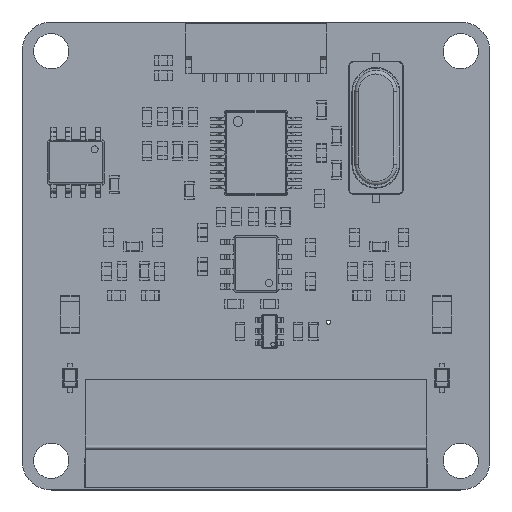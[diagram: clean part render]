
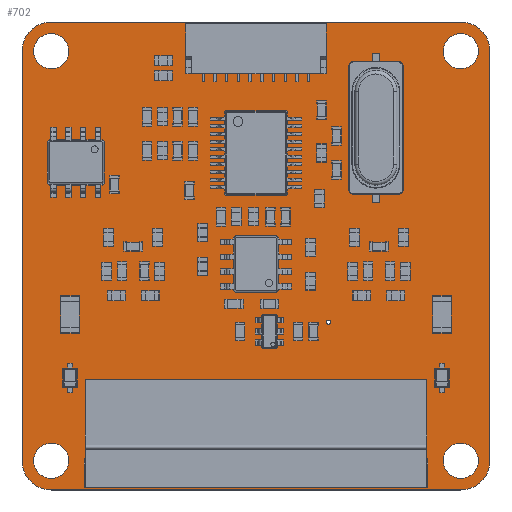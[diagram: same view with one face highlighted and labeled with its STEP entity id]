
A CAD part, top view. The second image highlights one B-rep face of the part: STEP entity #702.
In plain terms, the highlighted planar face has unit normal (0, 0, 1).
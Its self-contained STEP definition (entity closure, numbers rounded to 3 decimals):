
#22 = VERTEX_POINT('',#23);
#23 = CARTESIAN_POINT('',(20.,17.5,0.));
#41 = VERTEX_POINT('',#42);
#42 = CARTESIAN_POINT('',(17.5,20.,0.));
#48 = EDGE_CURVE('',#22,#41,#49,.T.);
#49 = CIRCLE('',#50,2.5);
#50 = AXIS2_PLACEMENT_3D('',#51,#52,#53);
#51 = CARTESIAN_POINT('',(17.5,17.5,0.));
#52 = DIRECTION('',(0.,-0.,1.));
#53 = DIRECTION('',(1.,0.,0.));
#64 = VERTEX_POINT('',#65);
#65 = CARTESIAN_POINT('',(20.,-17.5,0.));
#80 = EDGE_CURVE('',#64,#22,#81,.T.);
#81 = LINE('',#82,#83);
#82 = CARTESIAN_POINT('',(20.,-17.5,0.));
#83 = VECTOR('',#84,1.);
#84 = DIRECTION('',(0.,1.,0.));
#104 = VERTEX_POINT('',#105);
#105 = CARTESIAN_POINT('',(-17.5,20.,0.));
#111 = EDGE_CURVE('',#41,#104,#112,.T.);
#112 = LINE('',#113,#114);
#113 = CARTESIAN_POINT('',(17.5,20.,0.));
#114 = VECTOR('',#115,1.);
#115 = DIRECTION('',(-1.,0.,0.));
#126 = VERTEX_POINT('',#127);
#127 = CARTESIAN_POINT('',(17.5,-20.,0.));
#143 = EDGE_CURVE('',#126,#64,#144,.T.);
#144 = CIRCLE('',#145,2.5);
#145 = AXIS2_PLACEMENT_3D('',#146,#147,#148);
#146 = CARTESIAN_POINT('',(17.5,-17.5,0.));
#147 = DIRECTION('',(-0.,0.,1.));
#148 = DIRECTION('',(0.,-1.,0.));
#169 = VERTEX_POINT('',#170);
#170 = CARTESIAN_POINT('',(-20.,17.5,0.));
#176 = EDGE_CURVE('',#104,#169,#177,.T.);
#177 = CIRCLE('',#178,2.5);
#178 = AXIS2_PLACEMENT_3D('',#179,#180,#181);
#179 = CARTESIAN_POINT('',(-17.5,17.5,0.));
#180 = DIRECTION('',(0.,-0.,1.));
#181 = DIRECTION('',(0.,1.,0.));
#192 = VERTEX_POINT('',#193);
#193 = CARTESIAN_POINT('',(-17.5,-20.,0.));
#208 = EDGE_CURVE('',#192,#126,#209,.T.);
#209 = LINE('',#210,#211);
#210 = CARTESIAN_POINT('',(-17.5,-20.,0.));
#211 = VECTOR('',#212,1.);
#212 = DIRECTION('',(1.,0.,0.));
#232 = VERTEX_POINT('',#233);
#233 = CARTESIAN_POINT('',(-20.,-17.5,0.));
#239 = EDGE_CURVE('',#169,#232,#240,.T.);
#240 = LINE('',#241,#242);
#241 = CARTESIAN_POINT('',(-20.,17.5,0.));
#242 = VECTOR('',#243,1.);
#243 = DIRECTION('',(0.,-1.,0.));
#262 = EDGE_CURVE('',#232,#192,#263,.T.);
#263 = CIRCLE('',#264,2.5);
#264 = AXIS2_PLACEMENT_3D('',#265,#266,#267);
#265 = CARTESIAN_POINT('',(-17.5,-17.5,0.));
#266 = DIRECTION('',(0.,0.,1.));
#267 = DIRECTION('',(-1.,0.,0.));
#278 = VERTEX_POINT('',#279);
#279 = CARTESIAN_POINT('',(-16.,17.5,0.));
#295 = EDGE_CURVE('',#278,#278,#296,.T.);
#296 = CIRCLE('',#297,1.5);
#297 = AXIS2_PLACEMENT_3D('',#298,#299,#300);
#298 = CARTESIAN_POINT('',(-17.5,17.5,0.));
#299 = DIRECTION('',(0.,0.,1.));
#300 = DIRECTION('',(1.,0.,0.));
#311 = VERTEX_POINT('',#312);
#312 = CARTESIAN_POINT('',(-11.551,-12.,0.));
#328 = EDGE_CURVE('',#311,#311,#329,.T.);
#329 = CIRCLE('',#330,0.7);
#330 = AXIS2_PLACEMENT_3D('',#331,#332,#333);
#331 = CARTESIAN_POINT('',(-12.25,-12.,0.));
#332 = DIRECTION('',(0.,0.,1.));
#333 = DIRECTION('',(1.,0.,0.));
#344 = VERTEX_POINT('',#345);
#345 = CARTESIAN_POINT('',(-16.,-17.5,0.));
#361 = EDGE_CURVE('',#344,#344,#362,.T.);
#362 = CIRCLE('',#363,1.5);
#363 = AXIS2_PLACEMENT_3D('',#364,#365,#366);
#364 = CARTESIAN_POINT('',(-17.5,-17.5,0.));
#365 = DIRECTION('',(0.,0.,1.));
#366 = DIRECTION('',(1.,0.,0.));
#377 = VERTEX_POINT('',#378);
#378 = CARTESIAN_POINT('',(-8.051,-12.,0.));
#394 = EDGE_CURVE('',#377,#377,#395,.T.);
#395 = CIRCLE('',#396,0.7);
#396 = AXIS2_PLACEMENT_3D('',#397,#398,#399);
#397 = CARTESIAN_POINT('',(-8.75,-12.,0.));
#398 = DIRECTION('',(0.,0.,1.));
#399 = DIRECTION('',(1.,0.,0.));
#410 = VERTEX_POINT('',#411);
#411 = CARTESIAN_POINT('',(19.,-17.5,0.));
#427 = EDGE_CURVE('',#410,#410,#428,.T.);
#428 = CIRCLE('',#429,1.5);
#429 = AXIS2_PLACEMENT_3D('',#430,#431,#432);
#430 = CARTESIAN_POINT('',(17.5,-17.5,0.));
#431 = DIRECTION('',(0.,0.,1.));
#432 = DIRECTION('',(1.,0.,0.));
#443 = VERTEX_POINT('',#444);
#444 = CARTESIAN_POINT('',(12.95,-12.,0.));
#460 = EDGE_CURVE('',#443,#443,#461,.T.);
#461 = CIRCLE('',#462,0.7);
#462 = AXIS2_PLACEMENT_3D('',#463,#464,#465);
#463 = CARTESIAN_POINT('',(12.25,-12.,0.));
#464 = DIRECTION('',(0.,0.,1.));
#465 = DIRECTION('',(1.,0.,0.));
#476 = VERTEX_POINT('',#477);
#477 = CARTESIAN_POINT('',(-1.05,-12.,0.));
#493 = EDGE_CURVE('',#476,#476,#494,.T.);
#494 = CIRCLE('',#495,0.7);
#495 = AXIS2_PLACEMENT_3D('',#496,#497,#498);
#496 = CARTESIAN_POINT('',(-1.75,-12.,0.));
#497 = DIRECTION('',(0.,0.,1.));
#498 = DIRECTION('',(1.,0.,0.));
#509 = VERTEX_POINT('',#510);
#510 = CARTESIAN_POINT('',(2.45,-12.,0.));
#526 = EDGE_CURVE('',#509,#509,#527,.T.);
#527 = CIRCLE('',#528,0.7);
#528 = AXIS2_PLACEMENT_3D('',#529,#530,#531);
#529 = CARTESIAN_POINT('',(1.75,-12.,0.));
#530 = DIRECTION('',(0.,0.,1.));
#531 = DIRECTION('',(1.,0.,0.));
#542 = VERTEX_POINT('',#543);
#543 = CARTESIAN_POINT('',(5.95,-12.,0.));
#559 = EDGE_CURVE('',#542,#542,#560,.T.);
#560 = CIRCLE('',#561,0.7);
#561 = AXIS2_PLACEMENT_3D('',#562,#563,#564);
#562 = CARTESIAN_POINT('',(5.25,-12.,0.));
#563 = DIRECTION('',(0.,0.,1.));
#564 = DIRECTION('',(1.,0.,0.));
#575 = VERTEX_POINT('',#576);
#576 = CARTESIAN_POINT('',(9.45,-12.,0.));
#592 = EDGE_CURVE('',#575,#575,#593,.T.);
#593 = CIRCLE('',#594,0.7);
#594 = AXIS2_PLACEMENT_3D('',#595,#596,#597);
#595 = CARTESIAN_POINT('',(8.75,-12.,0.));
#596 = DIRECTION('',(0.,0.,1.));
#597 = DIRECTION('',(1.,0.,0.));
#608 = VERTEX_POINT('',#609);
#609 = CARTESIAN_POINT('',(6.375,-5.65,0.));
#625 = EDGE_CURVE('',#608,#608,#626,.T.);
#626 = CIRCLE('',#627,0.175);
#627 = AXIS2_PLACEMENT_3D('',#628,#629,#630);
#628 = CARTESIAN_POINT('',(6.2,-5.65,0.));
#629 = DIRECTION('',(0.,0.,1.));
#630 = DIRECTION('',(1.,0.,0.));
#641 = VERTEX_POINT('',#642);
#642 = CARTESIAN_POINT('',(-4.55,-12.,0.));
#658 = EDGE_CURVE('',#641,#641,#659,.T.);
#659 = CIRCLE('',#660,0.7);
#660 = AXIS2_PLACEMENT_3D('',#661,#662,#663);
#661 = CARTESIAN_POINT('',(-5.25,-12.,0.));
#662 = DIRECTION('',(0.,0.,1.));
#663 = DIRECTION('',(1.,0.,0.));
#674 = VERTEX_POINT('',#675);
#675 = CARTESIAN_POINT('',(19.,17.5,0.));
#691 = EDGE_CURVE('',#674,#674,#692,.T.);
#692 = CIRCLE('',#693,1.5);
#693 = AXIS2_PLACEMENT_3D('',#694,#695,#696);
#694 = CARTESIAN_POINT('',(17.5,17.5,0.));
#695 = DIRECTION('',(0.,0.,1.));
#696 = DIRECTION('',(1.,0.,0.));
#702 = ADVANCED_FACE('',(#703,#713,#716,#719,#722,#725,#728,#731,#734,
    #737,#740,#743,#746,#749),#752,.F.);
#703 = FACE_BOUND('',#704,.F.);
#704 = EDGE_LOOP('',(#705,#706,#707,#708,#709,#710,#711,#712));
#705 = ORIENTED_EDGE('',*,*,#48,.F.);
#706 = ORIENTED_EDGE('',*,*,#80,.F.);
#707 = ORIENTED_EDGE('',*,*,#143,.F.);
#708 = ORIENTED_EDGE('',*,*,#208,.F.);
#709 = ORIENTED_EDGE('',*,*,#262,.F.);
#710 = ORIENTED_EDGE('',*,*,#239,.F.);
#711 = ORIENTED_EDGE('',*,*,#176,.F.);
#712 = ORIENTED_EDGE('',*,*,#111,.F.);
#713 = FACE_BOUND('',#714,.F.);
#714 = EDGE_LOOP('',(#715));
#715 = ORIENTED_EDGE('',*,*,#295,.T.);
#716 = FACE_BOUND('',#717,.F.);
#717 = EDGE_LOOP('',(#718));
#718 = ORIENTED_EDGE('',*,*,#328,.T.);
#719 = FACE_BOUND('',#720,.F.);
#720 = EDGE_LOOP('',(#721));
#721 = ORIENTED_EDGE('',*,*,#361,.T.);
#722 = FACE_BOUND('',#723,.F.);
#723 = EDGE_LOOP('',(#724));
#724 = ORIENTED_EDGE('',*,*,#394,.T.);
#725 = FACE_BOUND('',#726,.F.);
#726 = EDGE_LOOP('',(#727));
#727 = ORIENTED_EDGE('',*,*,#427,.T.);
#728 = FACE_BOUND('',#729,.F.);
#729 = EDGE_LOOP('',(#730));
#730 = ORIENTED_EDGE('',*,*,#460,.T.);
#731 = FACE_BOUND('',#732,.F.);
#732 = EDGE_LOOP('',(#733));
#733 = ORIENTED_EDGE('',*,*,#493,.T.);
#734 = FACE_BOUND('',#735,.F.);
#735 = EDGE_LOOP('',(#736));
#736 = ORIENTED_EDGE('',*,*,#526,.T.);
#737 = FACE_BOUND('',#738,.F.);
#738 = EDGE_LOOP('',(#739));
#739 = ORIENTED_EDGE('',*,*,#559,.T.);
#740 = FACE_BOUND('',#741,.F.);
#741 = EDGE_LOOP('',(#742));
#742 = ORIENTED_EDGE('',*,*,#592,.T.);
#743 = FACE_BOUND('',#744,.F.);
#744 = EDGE_LOOP('',(#745));
#745 = ORIENTED_EDGE('',*,*,#625,.T.);
#746 = FACE_BOUND('',#747,.F.);
#747 = EDGE_LOOP('',(#748));
#748 = ORIENTED_EDGE('',*,*,#658,.T.);
#749 = FACE_BOUND('',#750,.F.);
#750 = EDGE_LOOP('',(#751));
#751 = ORIENTED_EDGE('',*,*,#691,.T.);
#752 = PLANE('',#753);
#753 = AXIS2_PLACEMENT_3D('',#754,#755,#756);
#754 = CARTESIAN_POINT('',(20.,17.5,0.));
#755 = DIRECTION('',(0.,0.,-1.));
#756 = DIRECTION('',(-1.,0.,0.));
